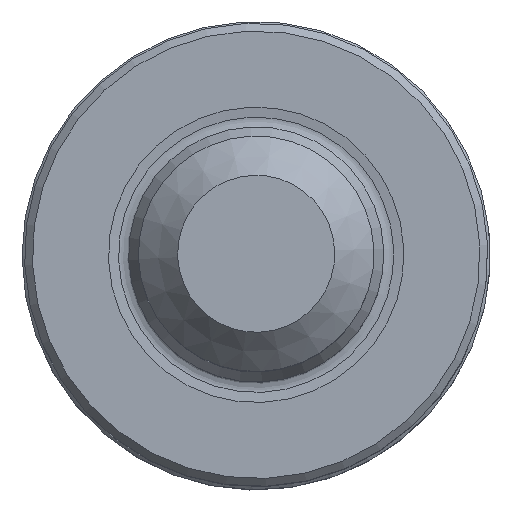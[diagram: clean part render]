
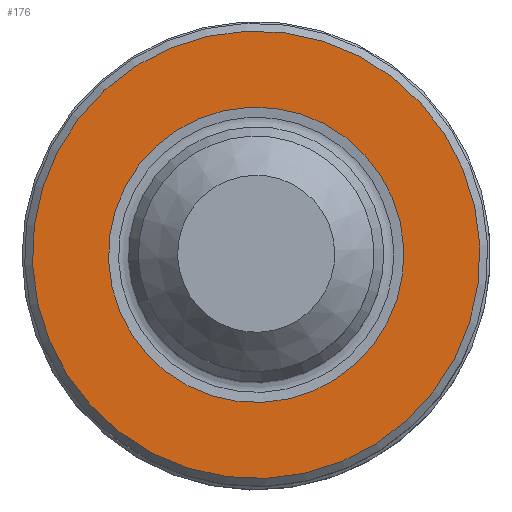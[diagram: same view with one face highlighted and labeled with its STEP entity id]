
A CAD part, top view. The second image highlights one B-rep face of the part: STEP entity #176.
In plain terms, the highlighted planar face has unit normal (0, 0, 1).
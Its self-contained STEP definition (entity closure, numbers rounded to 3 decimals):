
#121=FACE_BOUND('',#226,.T.);
#122=FACE_BOUND('',#227,.T.);
#176=ADVANCED_FACE('',(#121,#122),#201,.F.);
#201=PLANE('',#464);
#226=EDGE_LOOP('',(#292));
#227=EDGE_LOOP('',(#293));
#292=ORIENTED_EDGE('',*,*,#383,.F.);
#293=ORIENTED_EDGE('',*,*,#384,.T.);
#350=VERTEX_POINT('',#673);
#351=VERTEX_POINT('',#676);
#383=EDGE_CURVE('',#350,#350,#416,.T.);
#384=EDGE_CURVE('',#351,#351,#417,.T.);
#416=CIRCLE('',#461,3.762);
#417=CIRCLE('',#463,5.7);
#461=AXIS2_PLACEMENT_3D('',#672,#547,#548);
#463=AXIS2_PLACEMENT_3D('',#675,#551,#552);
#464=AXIS2_PLACEMENT_3D('',#677,#553,#554);
#547=DIRECTION('',(0.,0.,1.));
#548=DIRECTION('',(0.924,0.383,0.));
#551=DIRECTION('',(0.,0.,1.));
#552=DIRECTION('',(0.924,0.383,0.));
#553=DIRECTION('',(0.,0.,-1.));
#554=DIRECTION('',(-0.924,-0.383,0.));
#672=CARTESIAN_POINT('',(0.,0.,0.));
#673=CARTESIAN_POINT('',(3.475,1.441,0.));
#675=CARTESIAN_POINT('',(0.,0.,0.));
#676=CARTESIAN_POINT('',(5.265,2.183,0.));
#677=CARTESIAN_POINT('',(-5.265,-2.183,0.));
